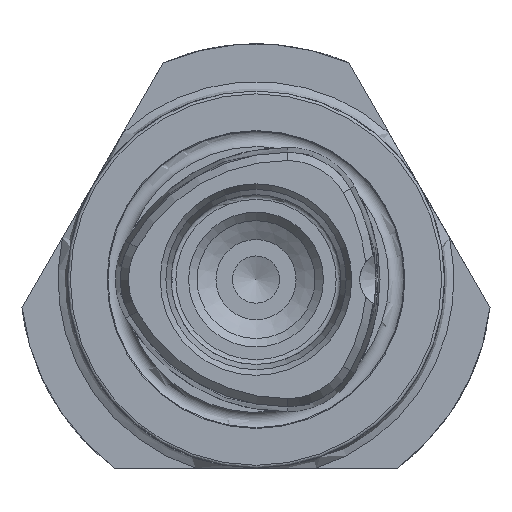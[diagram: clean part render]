
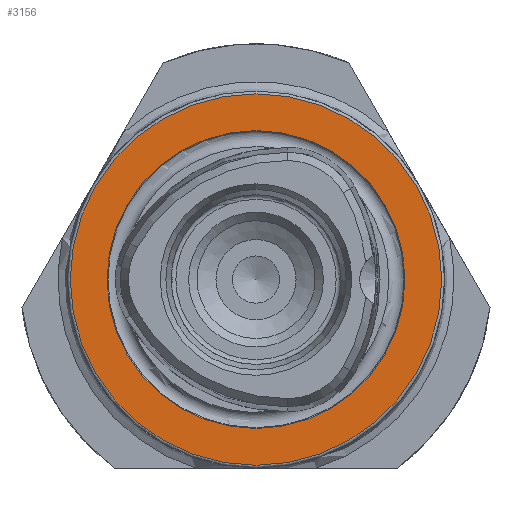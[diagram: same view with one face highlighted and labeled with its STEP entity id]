
A CAD part, left-side view. The second image highlights one B-rep face of the part: STEP entity #3156.
In plain terms, the highlighted planar face has unit normal (-1, 0, 0).
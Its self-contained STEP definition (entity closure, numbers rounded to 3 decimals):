
#648 = DIRECTION ( 'NONE',  ( 1., 0., 0. ) ) ;
#908 = CIRCLE ( 'NONE', #3504, 19.7 ) ;
#1079 = CARTESIAN_POINT ( 'NONE',  ( 0., 15.8, 0. ) ) ;
#1099 = ORIENTED_EDGE ( 'NONE', *, *, #5060, .F. ) ;
#1122 = DIRECTION ( 'NONE',  ( 0., 0., -1. ) ) ;
#1148 = PLANE ( 'NONE',  #1914 ) ;
#1487 = EDGE_CURVE ( 'NONE', #5012, #5012, #908, .T. ) ;
#1914 = AXIS2_PLACEMENT_3D ( 'NONE', #1079, #648, #1122 ) ;
#1978 = FACE_OUTER_BOUND ( 'NONE', #5472, .T. ) ;
#2867 = DIRECTION ( 'NONE',  ( 0., 0., 1. ) ) ;
#3134 = EDGE_LOOP ( 'NONE', ( #1099 ) ) ;
#3156 = ADVANCED_FACE ( 'NONE', ( #4958, #1978 ), #1148, .F. ) ;
#3207 = CARTESIAN_POINT ( 'NONE',  ( 0., 0., 0. ) ) ;
#3286 = ORIENTED_EDGE ( 'NONE', *, *, #1487, .T. ) ;
#3504 = AXIS2_PLACEMENT_3D ( 'NONE', #5888, #5330, #2867 ) ;
#3691 = CARTESIAN_POINT ( 'NONE',  ( 0., 0., 15.8 ) ) ;
#4236 = DIRECTION ( 'NONE',  ( -1., 0., 0. ) ) ;
#4699 = DIRECTION ( 'NONE',  ( 0., 0., 1. ) ) ;
#4958 = FACE_BOUND ( 'NONE', #3134, .T. ) ;
#5012 = VERTEX_POINT ( 'NONE', #6102 ) ;
#5060 = EDGE_CURVE ( 'NONE', #5642, #5642, #5887, .T. ) ;
#5330 = DIRECTION ( 'NONE',  ( -1., 0., 0. ) ) ;
#5472 = EDGE_LOOP ( 'NONE', ( #3286 ) ) ;
#5642 = VERTEX_POINT ( 'NONE', #3691 ) ;
#5887 = CIRCLE ( 'NONE', #6090, 15.8 ) ;
#5888 = CARTESIAN_POINT ( 'NONE',  ( 0., 0., 0. ) ) ;
#6090 = AXIS2_PLACEMENT_3D ( 'NONE', #3207, #4236, #4699 ) ;
#6102 = CARTESIAN_POINT ( 'NONE',  ( 0., 0., 19.7 ) ) ;
